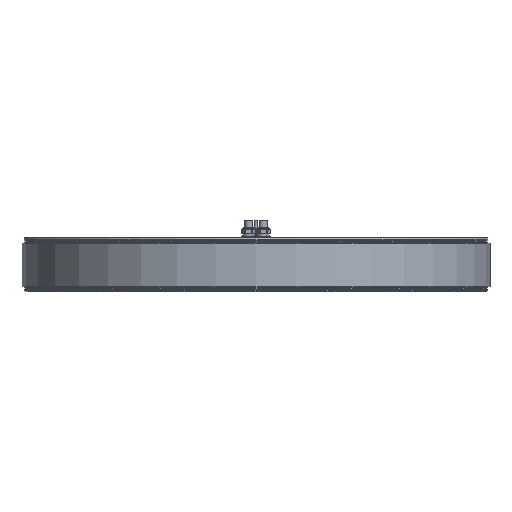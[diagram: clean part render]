
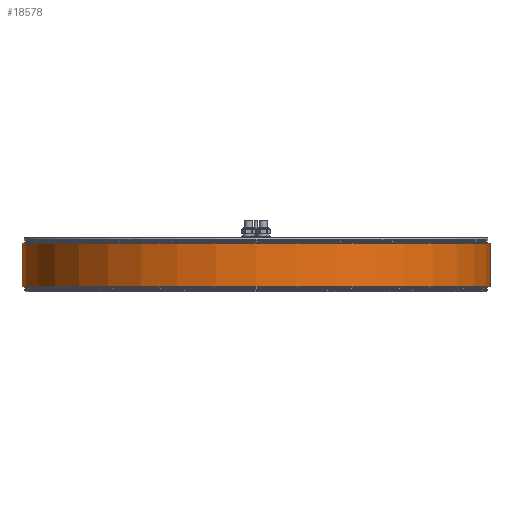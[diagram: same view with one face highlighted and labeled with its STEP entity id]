
A CAD part, front view. The second image highlights one B-rep face of the part: STEP entity #18578.
In plain terms, the highlighted cylindrical face has radius 651 mm (diameter 1302 mm), a partial arc.
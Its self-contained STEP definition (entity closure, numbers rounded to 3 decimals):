
#4375=CARTESIAN_POINT('',(0.,0.,-14.6));
#4376=DIRECTION('',(0.,0.,1.));
#4377=DIRECTION('',(-0.053,0.999,0.));
#4378=AXIS2_PLACEMENT_3D('',#4375,#4376,#4377);
#4380=DIRECTION('',(0.,0.,1.));
#4381=VECTOR('',#4380,120.8);
#4382=CARTESIAN_POINT('',(34.5,650.085,-135.4));
#4383=LINE('',#4382,#4381);
#4384=CARTESIAN_POINT('',(0.,0.,-135.4));
#4385=DIRECTION('',(0.,0.,-1.));
#4386=DIRECTION('',(0.053,0.999,0.));
#4387=AXIS2_PLACEMENT_3D('',#4384,#4385,#4386);
#4389=DIRECTION('',(0.,0.,1.));
#4390=VECTOR('',#4389,120.8);
#4391=CARTESIAN_POINT('',(-34.5,650.085,-135.4));
#4392=LINE('',#4391,#4390);
#9593=CARTESIAN_POINT('',(-34.5,650.085,-135.4));
#9594=CARTESIAN_POINT('',(34.5,650.085,-135.4));
#9595=VERTEX_POINT('',#9593);
#9596=VERTEX_POINT('',#9594);
#9597=CARTESIAN_POINT('',(-34.5,650.085,-14.6));
#9598=CARTESIAN_POINT('',(34.5,650.085,-14.6));
#9599=VERTEX_POINT('',#9597);
#9600=VERTEX_POINT('',#9598);
#18567=CARTESIAN_POINT('',(0.,0.,-8.56));
#18568=DIRECTION('',(0.,0.,-1.));
#18569=DIRECTION('',(1.,0.,0.));
#18570=AXIS2_PLACEMENT_3D('',#18567,#18568,#18569);
#18571=CYLINDRICAL_SURFACE('',#18570,651.);
#18572=ORIENTED_EDGE('',*,*,#12345,.T.);
#18573=ORIENTED_EDGE('',*,*,#12361,.F.);
#18574=ORIENTED_EDGE('',*,*,#12385,.T.);
#18575=ORIENTED_EDGE('',*,*,#12364,.T.);
#18576=EDGE_LOOP('',(#18572,#18573,#18574,#18575));
#18577=FACE_OUTER_BOUND('',#18576,.F.);
#18578=ADVANCED_FACE('',(#18577),#18571,.T.);
#4379=CIRCLE('',#4378,651.);
#4388=CIRCLE('',#4387,651.);
#12345=EDGE_CURVE('',#9599,#9600,#4379,.T.);
#12361=EDGE_CURVE('',#9596,#9600,#4383,.T.);
#12364=EDGE_CURVE('',#9595,#9599,#4392,.T.);
#12385=EDGE_CURVE('',#9596,#9595,#4388,.T.);
